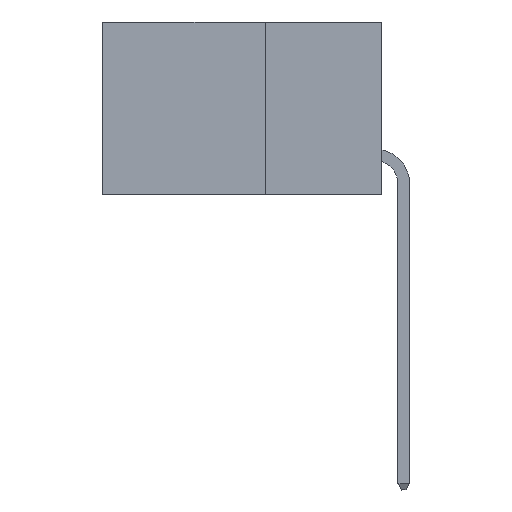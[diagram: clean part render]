
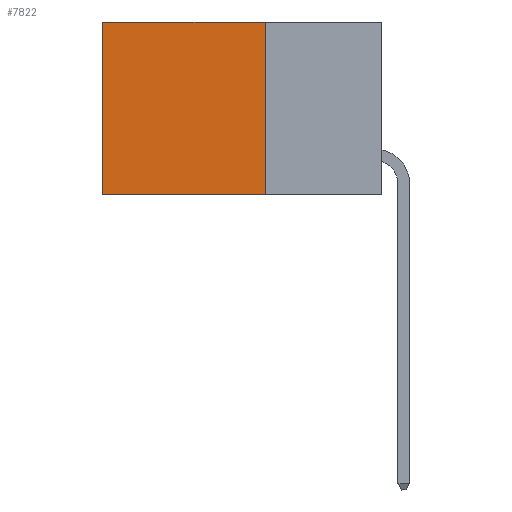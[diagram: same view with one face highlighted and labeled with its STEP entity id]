
A CAD part, left-side view. The second image highlights one B-rep face of the part: STEP entity #7822.
In plain terms, the highlighted planar face has unit normal (-1, 0, 0).
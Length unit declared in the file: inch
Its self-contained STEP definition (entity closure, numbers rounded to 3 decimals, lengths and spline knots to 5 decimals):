
#360 = CARTESIAN_POINT ( 'NONE',  ( 0.2875, 0.25, -0.37 ) ) ;
#387 = VECTOR ( 'NONE', #6864, 39.37008 ) ;
#721 = LINE ( 'NONE', #2104, #387 ) ;
#952 = CARTESIAN_POINT ( 'NONE',  ( 0.2875, 0.6, 0. ) ) ;
#1011 = AXIS2_PLACEMENT_3D ( 'NONE', #11457, #4457, #3301 ) ;
#2104 = CARTESIAN_POINT ( 'NONE',  ( 0.2875, 0.25, 0. ) ) ;
#2112 = LINE ( 'NONE', #952, #8834 ) ;
#2150 = CARTESIAN_POINT ( 'NONE',  ( 0.2875, 0.25, -0.37 ) ) ;
#3023 = EDGE_LOOP ( 'NONE', ( #3929, #5089, #7895, #14477 ) ) ;
#3301 = DIRECTION ( 'NONE',  ( 0., 0., -1. ) ) ;
#3753 = VECTOR ( 'NONE', #5275, 39.37008 ) ;
#3929 = ORIENTED_EDGE ( 'NONE', *, *, #7842, .T. ) ;
#3952 = VECTOR ( 'NONE', #13666, 39.37008 ) ;
#4457 = DIRECTION ( 'NONE',  ( 1., 0., 0. ) ) ;
#4829 = CARTESIAN_POINT ( 'NONE',  ( 0.2875, 0.6, 0. ) ) ;
#5089 = ORIENTED_EDGE ( 'NONE', *, *, #8410, .F. ) ;
#5275 = DIRECTION ( 'NONE',  ( 0., 0., -1. ) ) ;
#5394 = VERTEX_POINT ( 'NONE', #4829 ) ;
#5912 = VERTEX_POINT ( 'NONE', #8053 ) ;
#5978 = VERTEX_POINT ( 'NONE', #6489 ) ;
#6489 = CARTESIAN_POINT ( 'NONE',  ( 0.2875, 0.6, -0.37 ) ) ;
#6831 = PLANE ( 'NONE',  #1011 ) ;
#6864 = DIRECTION ( 'NONE',  ( 0., 1., 0. ) ) ;
#7822 = ADVANCED_FACE ( 'NONE', ( #14600 ), #6831, .F. ) ;
#7842 = EDGE_CURVE ( 'NONE', #5394, #5978, #2112, .T. ) ;
#7895 = ORIENTED_EDGE ( 'NONE', *, *, #10204, .F. ) ;
#8053 = CARTESIAN_POINT ( 'NONE',  ( 0.2875, 0.25, 0. ) ) ;
#8089 = LINE ( 'NONE', #11117, #3753 ) ;
#8410 = EDGE_CURVE ( 'NONE', #8647, #5978, #14056, .T. ) ;
#8647 = VERTEX_POINT ( 'NONE', #360 ) ;
#8834 = VECTOR ( 'NONE', #10082, 39.37008 ) ;
#10082 = DIRECTION ( 'NONE',  ( 0., 0., -1. ) ) ;
#10204 = EDGE_CURVE ( 'NONE', #5912, #8647, #8089, .T. ) ;
#11117 = CARTESIAN_POINT ( 'NONE',  ( 0.2875, 0.25, 0. ) ) ;
#11457 = CARTESIAN_POINT ( 'NONE',  ( 0.2875, 0.25, 0. ) ) ;
#13666 = DIRECTION ( 'NONE',  ( 0., 1., 0. ) ) ;
#13754 = EDGE_CURVE ( 'NONE', #5912, #5394, #721, .T. ) ;
#14056 = LINE ( 'NONE', #2150, #3952 ) ;
#14477 = ORIENTED_EDGE ( 'NONE', *, *, #13754, .T. ) ;
#14600 = FACE_OUTER_BOUND ( 'NONE', #3023, .T. ) ;
